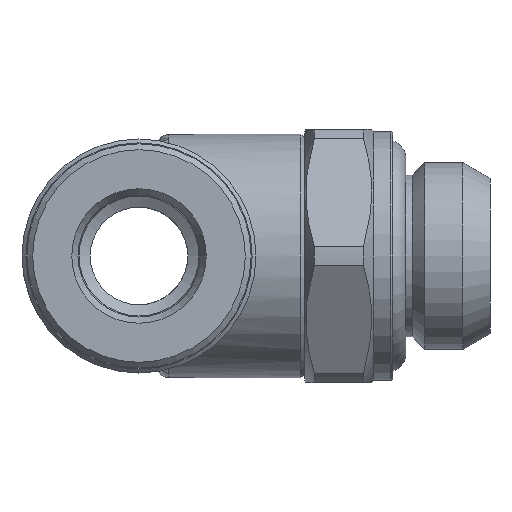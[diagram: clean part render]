
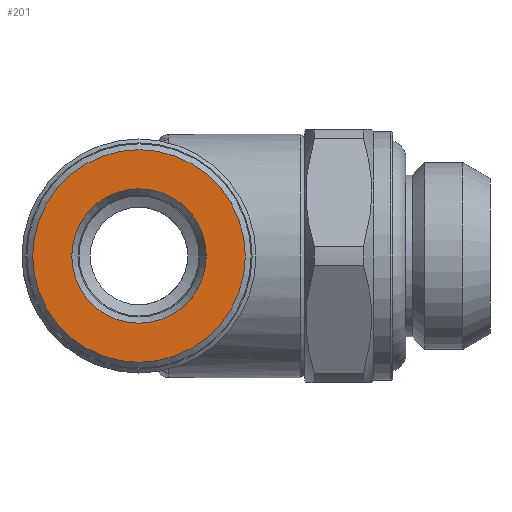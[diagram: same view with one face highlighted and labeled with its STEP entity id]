
A CAD part, left-side view. The second image highlights one B-rep face of the part: STEP entity #201.
In plain terms, the highlighted planar face has unit normal (-1, 0, 0).
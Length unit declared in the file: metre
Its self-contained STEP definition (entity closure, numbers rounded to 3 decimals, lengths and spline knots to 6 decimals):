
#201 = ADVANCED_FACE( 'NONE', ( #453, #454 ), #455, .T. );
#453 = FACE_OUTER_BOUND( '', #1080, .T. );
#454 = FACE_BOUND( '', #1081, .T. );
#455 = PLANE( '', #1082 );
#1080 = EDGE_LOOP( '', ( #1579 ) );
#1081 = EDGE_LOOP( '', ( #1580 ) );
#1082 = AXIS2_PLACEMENT_3D( '', #1581, #1582, #1583 );
#1579 = ORIENTED_EDGE( '', *, *, #1927, .F. );
#1580 = ORIENTED_EDGE( '', *, *, #1928, .T. );
#1581 = CARTESIAN_POINT( '', ( -0.0223, -0.00545, 0. ) );
#1582 = DIRECTION( '', ( -1., 0., 0. ) );
#1583 = DIRECTION( '', ( 0., 0., 1. ) );
#1927 = EDGE_CURVE( 'NONE', #2226, #2226, #2227, .T. );
#1928 = EDGE_CURVE( 'NONE', #2228, #2228, #2229, .T. );
#2226 = VERTEX_POINT( '', #2956 );
#2227 = CIRCLE( '', #2957, 0.00545 );
#2228 = VERTEX_POINT( '', #2958 );
#2229 = CIRCLE( '', #2959, 0.00345 );
#2956 = CARTESIAN_POINT( '', ( -0.0223, 0., 0.00545 ) );
#2957 = AXIS2_PLACEMENT_3D( '', #3203, #3204, #3205 );
#2958 = CARTESIAN_POINT( '', ( -0.0223, 0., 0.00345 ) );
#2959 = AXIS2_PLACEMENT_3D( '', #3206, #3207, #3208 );
#3203 = CARTESIAN_POINT( '', ( -0.0223, 0., 0. ) );
#3204 = DIRECTION( '', ( 1., 0., 0. ) );
#3205 = DIRECTION( '', ( 0., 0., 1. ) );
#3206 = CARTESIAN_POINT( '', ( -0.0223, 0., 0. ) );
#3207 = DIRECTION( '', ( 1., 0., 0. ) );
#3208 = DIRECTION( '', ( 0., 0., 1. ) );
